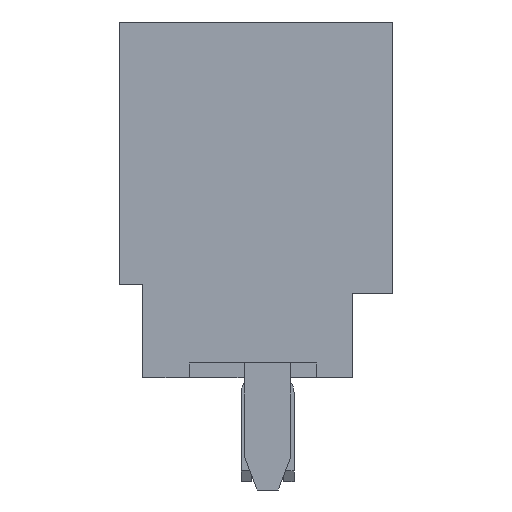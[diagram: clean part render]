
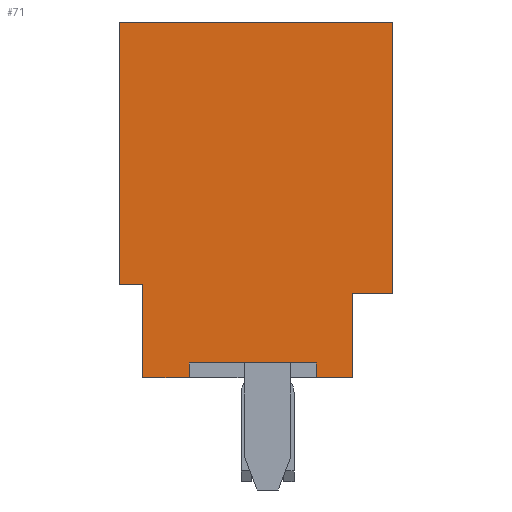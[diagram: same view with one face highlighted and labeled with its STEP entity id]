
A CAD part, left-side view. The second image highlights one B-rep face of the part: STEP entity #71.
In plain terms, the highlighted planar face has unit normal (-1, 0, 0).
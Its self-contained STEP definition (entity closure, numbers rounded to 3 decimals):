
#71=ADVANCED_FACE('',(#396),#397,.F.);
#396=FACE_OUTER_BOUND('',#1038,.T.);
#397=PLANE('',#1039);
#1038=EDGE_LOOP('',(#1680,#1681,#1682,#1683,#1684,#1685,#1686,#1687,#1688,#1689,#1690,#1691));
#1039=AXIS2_PLACEMENT_3D('',#1692,#1693,#1694);
#1680=ORIENTED_EDGE('',*,*,#4332,.F.);
#1681=ORIENTED_EDGE('',*,*,#4333,.F.);
#1682=ORIENTED_EDGE('',*,*,#4334,.T.);
#1683=ORIENTED_EDGE('',*,*,#4335,.F.);
#1684=ORIENTED_EDGE('',*,*,#4336,.F.);
#1685=ORIENTED_EDGE('',*,*,#4337,.F.);
#1686=ORIENTED_EDGE('',*,*,#4338,.F.);
#1687=ORIENTED_EDGE('',*,*,#4339,.T.);
#1688=ORIENTED_EDGE('',*,*,#4340,.F.);
#1689=ORIENTED_EDGE('',*,*,#4341,.F.);
#1690=ORIENTED_EDGE('',*,*,#4342,.T.);
#1691=ORIENTED_EDGE('',*,*,#4343,.F.);
#1692=CARTESIAN_POINT('',(-8.45,0.0,0.0));
#1693=DIRECTION('',(1.0,0.0,0.0));
#1694=DIRECTION('',(0.0,1.0,-0.0));
#4332=EDGE_CURVE('',#5244,#5245,#5246,.T.);
#4333=EDGE_CURVE('',#5247,#5244,#5248,.T.);
#4334=EDGE_CURVE('',#5247,#5249,#5250,.T.);
#4335=EDGE_CURVE('',#5251,#5249,#5252,.T.);
#4336=EDGE_CURVE('',#5253,#5251,#5254,.T.);
#4337=EDGE_CURVE('',#5255,#5253,#5256,.T.);
#4338=EDGE_CURVE('',#5257,#5255,#5258,.T.);
#4339=EDGE_CURVE('',#5257,#5259,#5260,.T.);
#4340=EDGE_CURVE('',#5261,#5259,#5262,.T.);
#4341=EDGE_CURVE('',#5263,#5261,#5264,.T.);
#4342=EDGE_CURVE('',#5263,#5265,#5266,.T.);
#4343=EDGE_CURVE('',#5245,#5265,#5267,.T.);
#5244=VERTEX_POINT('',#6662);
#5245=VERTEX_POINT('',#6663);
#5246=LINE('',#6664,#6665);
#5247=VERTEX_POINT('',#6666);
#5248=LINE('',#6667,#6668);
#5249=VERTEX_POINT('',#6669);
#5250=LINE('',#6670,#6671);
#5251=VERTEX_POINT('',#6672);
#5252=LINE('',#6673,#6674);
#5253=VERTEX_POINT('',#6675);
#5254=LINE('',#6676,#6677);
#5255=VERTEX_POINT('',#6678);
#5256=LINE('',#6679,#6680);
#5257=VERTEX_POINT('',#6681);
#5258=LINE('',#6682,#6683);
#5259=VERTEX_POINT('',#6684);
#5260=LINE('',#6685,#6686);
#5261=VERTEX_POINT('',#6687);
#5262=LINE('',#6688,#6689);
#5263=VERTEX_POINT('',#6690);
#5264=LINE('',#6691,#6692);
#5265=VERTEX_POINT('',#6693);
#5266=LINE('',#6694,#6695);
#5267=LINE('',#6696,#6697);
#6662=CARTESIAN_POINT('',(-8.45,-1.425,-4.2));
#6663=CARTESIAN_POINT('',(-8.45,-1.425,-3.85));
#6664=CARTESIAN_POINT('',(-8.45,-1.425,-4.2));
#6665=VECTOR('',#8876,0.35);
#6666=CARTESIAN_POINT('',(-8.45,-2.275,-4.2));
#6667=CARTESIAN_POINT('',(-8.45,-2.275,-4.2));
#6668=VECTOR('',#8877,0.85);
#6669=CARTESIAN_POINT('',(-8.45,-2.275,-2.2));
#6670=CARTESIAN_POINT('',(-8.45,-2.275,-4.2));
#6671=VECTOR('',#8878,2.0);
#6672=CARTESIAN_POINT('',(-8.45,-3.225,-2.2));
#6673=CARTESIAN_POINT('',(-8.45,-3.225,-2.2));
#6674=VECTOR('',#8879,0.95);
#6675=CARTESIAN_POINT('',(-8.45,-3.225,4.2));
#6676=CARTESIAN_POINT('',(-8.45,-3.225,4.2));
#6677=VECTOR('',#8880,6.4);
#6678=CARTESIAN_POINT('',(-8.45,3.225,4.2));
#6679=CARTESIAN_POINT('',(-8.45,3.225,4.2));
#6680=VECTOR('',#8881,6.45);
#6681=CARTESIAN_POINT('',(-8.45,3.225,-2.0));
#6682=CARTESIAN_POINT('',(-8.45,3.225,-2.0));
#6683=VECTOR('',#8882,6.2);
#6684=CARTESIAN_POINT('',(-8.45,2.675,-2.0));
#6685=CARTESIAN_POINT('',(-8.45,3.225,-2.0));
#6686=VECTOR('',#8883,0.55);
#6687=CARTESIAN_POINT('',(-8.45,2.675,-4.2));
#6688=CARTESIAN_POINT('',(-8.45,2.675,-4.2));
#6689=VECTOR('',#8884,2.2);
#6690=CARTESIAN_POINT('',(-8.45,1.575,-4.2));
#6691=CARTESIAN_POINT('',(-8.45,1.575,-4.2));
#6692=VECTOR('',#8885,1.1);
#6693=CARTESIAN_POINT('',(-8.45,1.575,-3.85));
#6694=CARTESIAN_POINT('',(-8.45,1.575,-4.2));
#6695=VECTOR('',#8886,0.35);
#6696=CARTESIAN_POINT('',(-8.45,-1.425,-3.85));
#6697=VECTOR('',#8887,3.0);
#8876=DIRECTION('',(0.0,0.0,1.0));
#8877=DIRECTION('',(0.0,1.0,0.0));
#8878=DIRECTION('',(0.0,0.0,1.0));
#8879=DIRECTION('',(0.0,1.0,0.0));
#8880=DIRECTION('',(0.0,0.0,-1.0));
#8881=DIRECTION('',(0.0,-1.0,0.0));
#8882=DIRECTION('',(0.0,0.0,1.0));
#8883=DIRECTION('',(0.0,-1.0,0.0));
#8884=DIRECTION('',(0.0,0.0,1.0));
#8885=DIRECTION('',(0.0,1.0,0.0));
#8886=DIRECTION('',(0.0,0.0,1.0));
#8887=DIRECTION('',(0.0,1.0,0.0));
